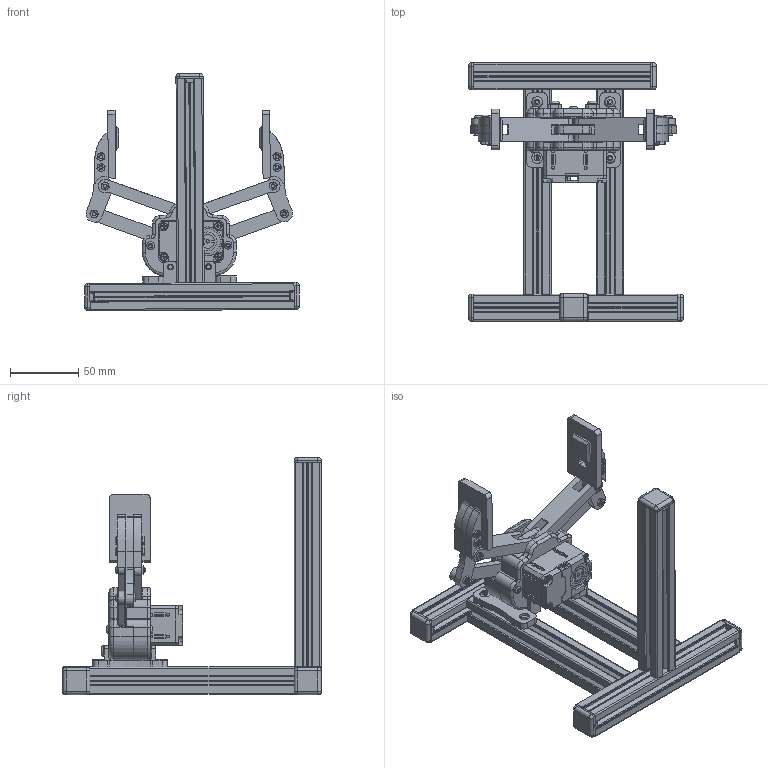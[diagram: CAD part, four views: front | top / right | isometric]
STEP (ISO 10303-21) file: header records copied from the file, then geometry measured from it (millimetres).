
FILE_DESCRIPTION(/* description */ (''),/* implementation_level */ '2;1');
FILE_NAME(/* name */ 'Gripper Design.stp',/* time_stamp */ '2023-11-10T16:48:16+07:00',/* author */ ('lenovo'),/* organization */ (''),/* preprocessor_version */ 'ST-DEVELOPER v19.2',/* originating_system */ 'Autodesk Inventor 2023',/* authorisation */ '');
FILE_SCHEMA (('AUTOMOTIVE_DESIGN { 1 0 10303 214 3 1 1 }'));
Products named in the file (35): Gripper Assembly 70; Gripper base; XL430_W250_T; Part1^XL430_W250_T; Part2^XL430_W250_T; Part3^XL430_W250_T; Part4^XL430_W250_T; countersunk flat head cross recess screw_din_DIN EN ISO 7046-1 - M2.5
 x 10 - Z - 10N; Part5^XL430_W250_T; Part6^XL430_W250_T; GFM_GFM-0304-05; Gripper L_P; Open CASCADE STEP translator 7.5 2.1; M3_M_TO_F_10MM_STANDOFF; M3_F_TO_F_10MM_STANDOFF; Gripper base_1; cover bottom; Flange; Aluminium 2020 x 100; sensor 1x1; Gripper Patch ABS S1x1; ANSI B18.3.4M - M3 x 0.5 x 20, FHSBHCSM; ANSI B18.3.4M - M3 x 0.5 x 12, FHSBHCSM; ANSI B18.3.4M - M5 x 0.8 x 10, FHSBHCSM; 685; ISO 4035 - M3; ANSI B18.3.4M - M3 x 0.5 x 8, FHSBHCSM; ISO 7045 - M1.6 x 5 - 4.8 - H; ISO 7045 - M2.5 x 6 - 4.8 - H; gear1-70; grip link new - 70; gear2 -70; 20x20 EndCap; ANSI B18.3.4M - M4 x 0.7 x 30, FHSBHCSM; ANSI B18.3.4M - M4 x 0.7 x 10, FHSBHCSM
Assembly tree (95 placements, depth 3):
  Gripper Assembly 70
    Gripper base
    XL430_W250_T
      Part1^XL430_W250_T
      Part2^XL430_W250_T
      Part3^XL430_W250_T
      Part4^XL430_W250_T
      countersunk flat head cross recess screw_din_DIN EN ISO 7046-1 - M2.5
 x 10 - Z - 10N  x5
      Part5^XL430_W250_T
      Part6^XL430_W250_T  x4
    GFM_GFM-0304-05  x10
    Gripper L_P  x2
    Open CASCADE STEP translator 7.5 2.1  x4
    685  x2
    M3_M_TO_F_10MM_STANDOFF  x3
    M3_F_TO_F_10MM_STANDOFF  x3
    Gripper base_1
    cover bottom
    Flange
    Aluminium 2020 x 100
    sensor 1x1  x2
    Gripper Patch ABS S1x1  x2
    ANSI B18.3.4M - M3 x 0.5 x 20, FHSBHCSM  x8
    ANSI B18.3.4M - M3 x 0.5 x 12, FHSBHCSM  x2
    ANSI B18.3.4M - M5 x 0.8 x 10, FHSBHCSM
    ISO 4035 - M3  x8
    ANSI B18.3.4M - M3 x 0.5 x 8, FHSBHCSM  x6
    ISO 7045 - M1.6 x 5 - 4.8 - H  x4
    ISO 7045 - M2.5 x 6 - 4.8 - H  x4
    gear1-70
    grip link new - 70  x2
    gear2 -70
    20x20 EndCap  x5
    ANSI B18.3.4M - M4 x 0.7 x 30, FHSBHCSM  x2
    ANSI B18.3.4M - M4 x 0.7 x 10, FHSBHCSM  x3
Bounding box: 158.09 x 189.99 x 174.39 mm (x, y, z)
Volume: 286404.8 mm3; surface area: 233339.8 mm2
Topology: 120 solids, 120 shells, 4146 faces, 10706 edges, 6958 vertices
Faces by surface type: plane 2144, cylinder 847, bspline 551, cone 376, torus 156, sphere 72
Full cylindrical faces by diameter (mm): 1.411 x4, 1.6 x12, 2.1 x16, 2.256 x4, 2.4 x4, 2.459 x8, 2.5 x20, 2.9 x16, 3 x26, 3.2 x4, 3.3 x20, 3.35 x1, 3.4 x6, 3.5 x4, 4 x9, 4.2 x5, 4.3 x4, 4.4 x6, 4.5 x14, 4.7 x9, 4.8 x6, 5 x4, 5.2 x5, 5.7 x16, 5.8 x3, 6 x6, 7 x4, 7.5 x14, 7.6 x5, 8 x5
Entity records: 58033 total; most frequent: CARTESIAN_POINT 11960, ORIENTED_EDGE 9042, DIRECTION 8970, EDGE_CURVE 4521, AXIS2_PLACEMENT_3D 3078, VERTEX_POINT 2986, LINE 2814, VECTOR 2814
